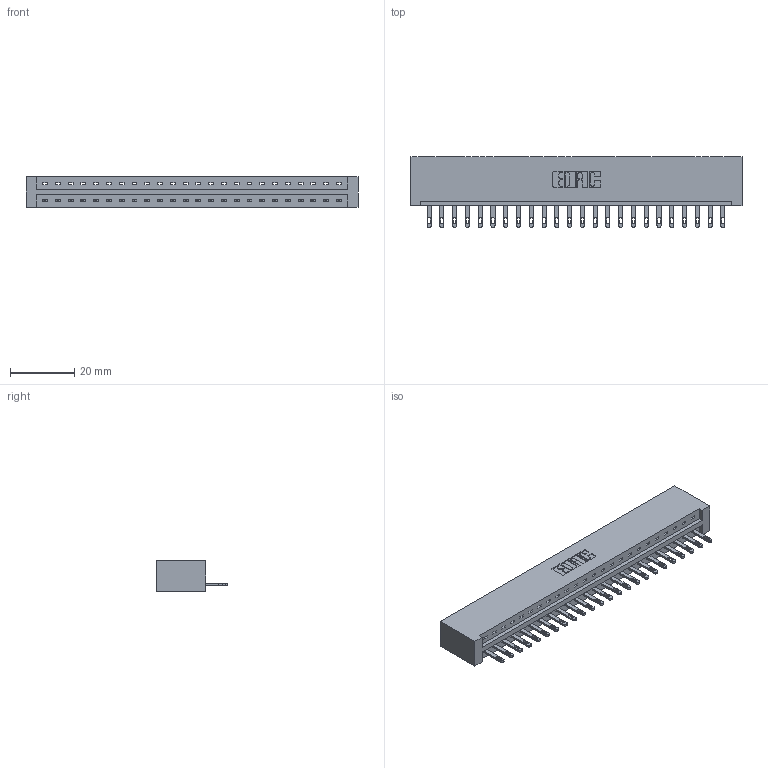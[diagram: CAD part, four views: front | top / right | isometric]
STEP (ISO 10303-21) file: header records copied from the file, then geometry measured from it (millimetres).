
FILE_DESCRIPTION (( 'STEP AP203' ), '1' );
FILE_NAME ('887-024-500-101.STEP', '2020-09-20T18:57:42', ( '' ), ( '' ), 'SwSTEP 2.0', 'SolidWorks 2020', '' );
FILE_SCHEMA (( 'CONFIG_CONTROL_DESIGN' ));
Length unit declared in the file: inch
Products named in the file (3): 887-024-500-101; 837 Part_No Mounting Lugs; 345-292-001_345-293-100
Assembly tree (25 placements, depth 2):
  887-024-500-101
    837 Part_No Mounting Lugs
    345-292-001_345-293-100  x24
Bounding box: 102.97 x 21.85 x 9.4 mm (x, y, z)
Volume: 11230.5 mm3; surface area: 11542.6 mm2
Topology: 25 solids, 25 shells, 1498 faces, 4607 edges, 3070 vertices
Faces by surface type: plane 1026, cylinder 472
Entity records: 19821 total; most frequent: CARTESIAN_POINT 3458, ORIENTED_EDGE 3418, DIRECTION 2941, EDGE_CURVE 1709, VECTOR 1585, LINE 1585, VERTEX_POINT 1138, AXIS2_PLACEMENT_3D 678
